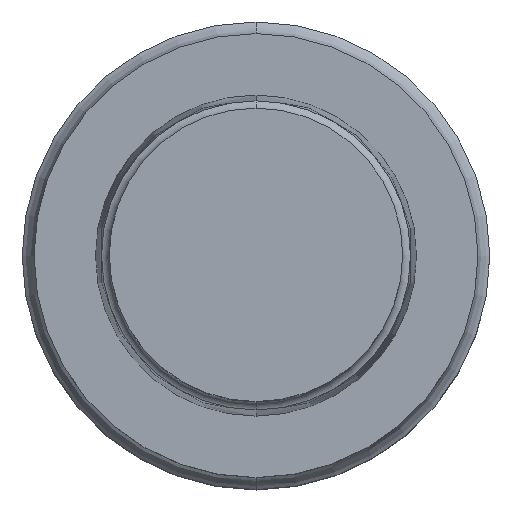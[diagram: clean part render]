
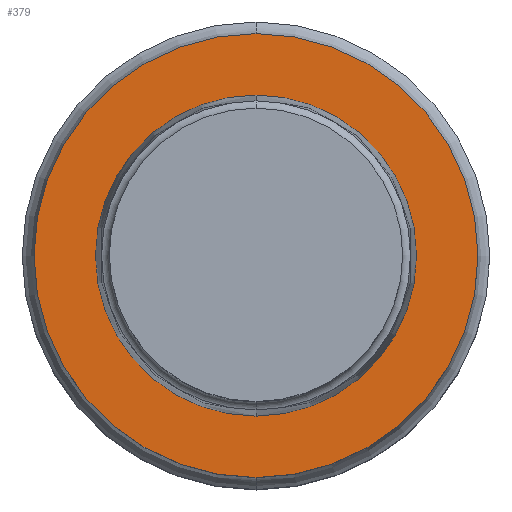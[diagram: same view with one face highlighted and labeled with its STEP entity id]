
A CAD part, top view. The second image highlights one B-rep face of the part: STEP entity #379.
In plain terms, the highlighted face is planar.
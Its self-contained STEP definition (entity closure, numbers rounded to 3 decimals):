
#112=CARTESIAN_POINT('',(0.,0.,0.));
#113=DIRECTION('',(0.,0.,1.));
#114=DIRECTION('',(0.,1.,0.));
#115=AXIS2_PLACEMENT_3D('',#112,#113,#114);
#120=CARTESIAN_POINT('',(0.,0.,0.));
#121=DIRECTION('',(0.,0.,-1.));
#122=DIRECTION('',(0.,1.,0.));
#123=AXIS2_PLACEMENT_3D('',#120,#121,#122);
#128=CARTESIAN_POINT('',(0.,0.,0.));
#129=DIRECTION('',(0.,0.,-1.));
#130=DIRECTION('',(0.,1.,0.));
#131=AXIS2_PLACEMENT_3D('',#128,#129,#130);
#136=CARTESIAN_POINT('',(0.,0.,0.));
#137=DIRECTION('',(0.,0.,1.));
#138=DIRECTION('',(0.,1.,0.));
#139=AXIS2_PLACEMENT_3D('',#136,#137,#138);
#242=CARTESIAN_POINT('',(0.,2.746,0.));
#243=VERTEX_POINT('',#242);
#244=CARTESIAN_POINT('',(0.,3.798,0.));
#246=VERTEX_POINT('',#244);
#258=CARTESIAN_POINT('',(0.,-2.746,0.));
#259=VERTEX_POINT('',#258);
#260=CARTESIAN_POINT('',(0.,-3.798,0.));
#262=VERTEX_POINT('',#260);
#364=CARTESIAN_POINT('',(0.,0.,0.));
#365=DIRECTION('',(0.,0.,-1.));
#366=DIRECTION('',(0.,-1.,0.));
#367=AXIS2_PLACEMENT_3D('',#364,#365,#366);
#368=PLANE('',#367);
#369=ORIENTED_EDGE('',*,*,#346,.T.);
#370=ORIENTED_EDGE('',*,*,#357,.F.);
#371=EDGE_LOOP('',(#369,#370));
#372=FACE_OUTER_BOUND('',#371,.F.);
#374=ORIENTED_EDGE('',*,*,#373,.T.);
#376=ORIENTED_EDGE('',*,*,#375,.F.);
#377=EDGE_LOOP('',(#374,#376));
#378=FACE_BOUND('',#377,.F.);
#379=ADVANCED_FACE('',(#372,#378),#368,.T.);
#116=CIRCLE('',#115,3.798);
#124=CIRCLE('',#123,3.798);
#132=CIRCLE('',#131,2.746);
#140=CIRCLE('',#139,2.746);
#346=EDGE_CURVE('',#246,#262,#116,.T.);
#357=EDGE_CURVE('',#246,#262,#124,.T.);
#373=EDGE_CURVE('',#243,#259,#132,.T.);
#375=EDGE_CURVE('',#243,#259,#140,.T.);
